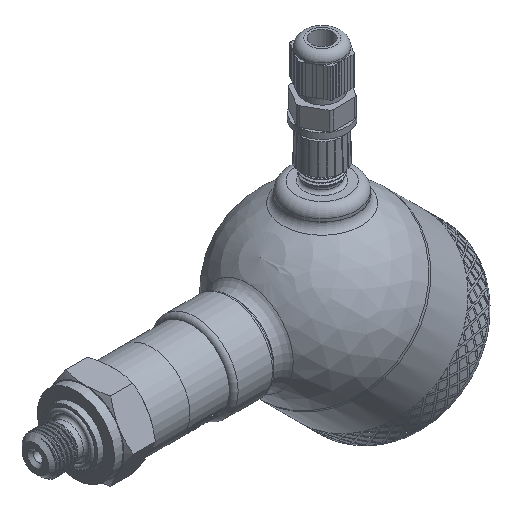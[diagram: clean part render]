
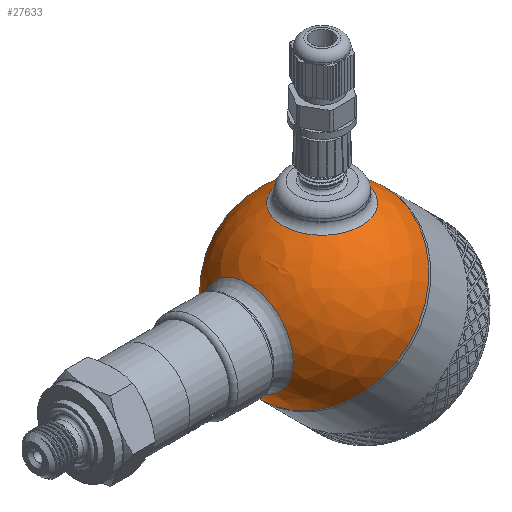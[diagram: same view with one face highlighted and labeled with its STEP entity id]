
A CAD part, isometric view. The second image highlights one B-rep face of the part: STEP entity #27633.
In plain terms, the highlighted spherical face has radius 30 mm.
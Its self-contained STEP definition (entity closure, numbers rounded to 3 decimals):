
#65=SPHERICAL_SURFACE('',#29318,30.);
#175=FACE_BOUND('',#3889,.T.);
#176=FACE_BOUND('',#3890,.T.);
#2126=FACE_OUTER_BOUND('',#3888,.T.);
#3888=EDGE_LOOP('',(#20030,#20031,#20032,#20033));
#3889=EDGE_LOOP('',(#20034));
#3890=EDGE_LOOP('',(#20035));
#5552=CIRCLE('',#29240,30.);
#5553=CIRCLE('',#29241,30.);
#5580=CIRCLE('',#29314,13.5);
#5583=CIRCLE('',#29319,30.);
#5584=CIRCLE('',#29320,15.643);
#11008=VERTEX_POINT('',#38172);
#11009=VERTEX_POINT('',#38174);
#11508=VERTEX_POINT('',#44561);
#11510=VERTEX_POINT('',#44568);
#11511=VERTEX_POINT('',#44570);
#13967=EDGE_CURVE('',#11008,#11009,#5552,.T.);
#13968=EDGE_CURVE('',#11009,#11008,#5553,.T.);
#14719=EDGE_CURVE('',#11508,#11508,#5580,.T.);
#14722=EDGE_CURVE('',#11009,#11510,#5583,.T.);
#14723=EDGE_CURVE('',#11511,#11511,#5584,.T.);
#20030=ORIENTED_EDGE('',*,*,#13968,.F.);
#20031=ORIENTED_EDGE('',*,*,#14722,.T.);
#20032=ORIENTED_EDGE('',*,*,#14722,.F.);
#20033=ORIENTED_EDGE('',*,*,#13967,.F.);
#20034=ORIENTED_EDGE('',*,*,#14723,.F.);
#20035=ORIENTED_EDGE('',*,*,#14719,.F.);
#27633=ADVANCED_FACE('',(#2126,#175,#176),#65,.T.);
#29240=AXIS2_PLACEMENT_3D('',#38175,#30787,#30788);
#29241=AXIS2_PLACEMENT_3D('',#38176,#30789,#30790);
#29314=AXIS2_PLACEMENT_3D('',#44562,#31199,#31200);
#29318=AXIS2_PLACEMENT_3D('',#44567,#31207,#31208);
#29319=AXIS2_PLACEMENT_3D('',#44569,#31209,#31210);
#29320=AXIS2_PLACEMENT_3D('',#44571,#31211,#31212);
#30787=DIRECTION('center_axis',(1.,0.,0.));
#30788=DIRECTION('ref_axis',(0.,1.,0.));
#30789=DIRECTION('center_axis',(1.,0.,0.));
#30790=DIRECTION('ref_axis',(0.,1.,0.));
#31199=DIRECTION('center_axis',(-0.707,0.,-0.707));
#31200=DIRECTION('ref_axis',(-0.707,0.,0.707));
#31207=DIRECTION('center_axis',(1.,0.,0.));
#31208=DIRECTION('ref_axis',(0.,-1.,0.));
#31209=DIRECTION('center_axis',(0.,0.,1.));
#31210=DIRECTION('ref_axis',(0.,1.,0.));
#31211=DIRECTION('center_axis',(-0.707,0.,0.707));
#31212=DIRECTION('ref_axis',(0.707,0.,0.707));
#38172=CARTESIAN_POINT('',(0.,-30.,0.));
#38174=CARTESIAN_POINT('',(0.,30.,0.));
#38175=CARTESIAN_POINT('Origin',(0.,0.,0.));
#38176=CARTESIAN_POINT('Origin',(0.,0.,0.));
#44561=CARTESIAN_POINT('',(-9.398,0.,-28.49));
#44562=CARTESIAN_POINT('Origin',(-18.944,0.,-18.944));
#44567=CARTESIAN_POINT('Origin',(0.,0.,0.));
#44568=CARTESIAN_POINT('',(-30.,0.,0.));
#44569=CARTESIAN_POINT('Origin',(0.,0.,0.));
#44570=CARTESIAN_POINT('',(-29.162,0.,7.04));
#44571=CARTESIAN_POINT('Origin',(-18.101,0.,18.101));
